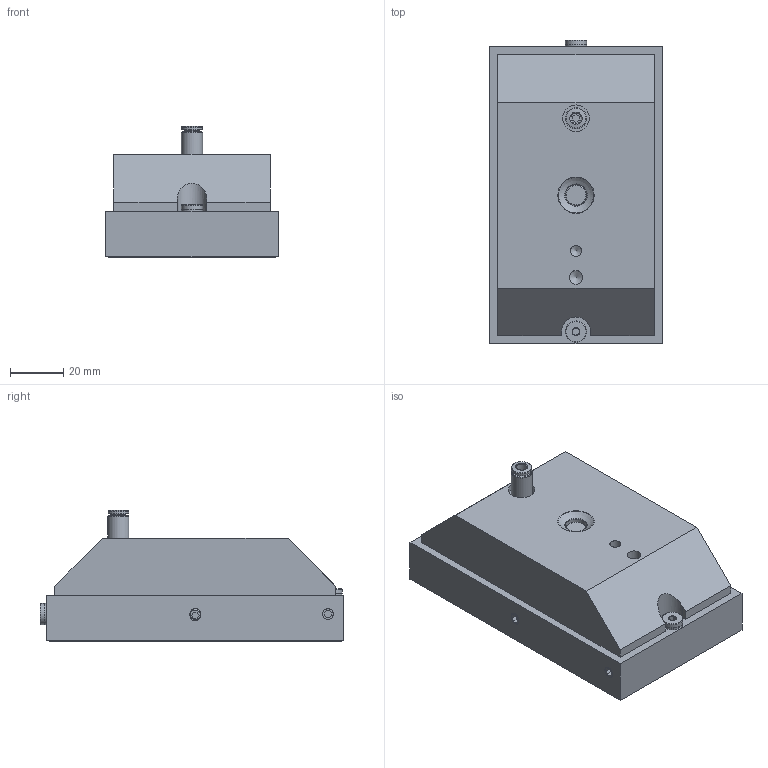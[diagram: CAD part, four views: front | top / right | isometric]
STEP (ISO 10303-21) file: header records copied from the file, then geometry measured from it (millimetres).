
FILE_DESCRIPTION(/* description */ ('Unknown'),/* implementation_level */ '2;1');
FILE_NAME(/* name */ 'RE-65x112S1_vereinfacht',/* time_stamp */ '2024-09-24T14:11:08+02:00',/* author */ ('Unknown'),/* organization */ ('Unknown'),/* preprocessor_version */ 'ST-DEVELOPER v18.104',/* originating_system */ 'Solid Edge',/* authorisation */ 'Unknown');
FILE_SCHEMA (('AUTOMOTIVE_DESIGN {1 0 10303 214 3 1 1}'));
Length unit declared in the file: millimetre
Products named in the file (7): RE-65x112S1_vereinfacht; RE-65x112S1-Gehäuse.2; RE-65x112S1-Graphitpad; DM_D8x12; 174308 B-M5-B; 132917 QSM-M5-4-I-R-100; 61910505_Edelstahl A2
Assembly tree (10 placements, depth 2):
  RE-65x112S1_vereinfacht
    RE-65x112S1-Gehäuse.2
    RE-65x112S1-Graphitpad
    DM_D8x12
    174308 B-M5-B  x2
    132917 QSM-M5-4-I-R-100
    61910505_Edelstahl A2  x4
Bounding box: 65 x 114.5 x 49.7 mm (x, y, z)
Volume: 240855.3 mm3; surface area: 46712.2 mm2
Topology: 10 solids, 10 shells, 192 faces, 408 edges, 260 vertices
Faces by surface type: plane 112, cylinder 45, cone 25, torus 9, sphere 1
Full cylindrical faces by diameter (mm): 4 x1, 4.2 x12, 5 x7, 5.15 x1, 5.4 x1, 7.2 x2, 7.8 x4, 8 x6, 8.15 x1, 10 x1
Entity records: 4344 total; most frequent: DIRECTION 610, CARTESIAN_POINT 597, ORIENTED_EDGE 462, AXIS2_PLACEMENT_3D 239, EDGE_CURVE 231, FACE_BOUND 214, EDGE_LOOP 212, VERTEX_POINT 177
